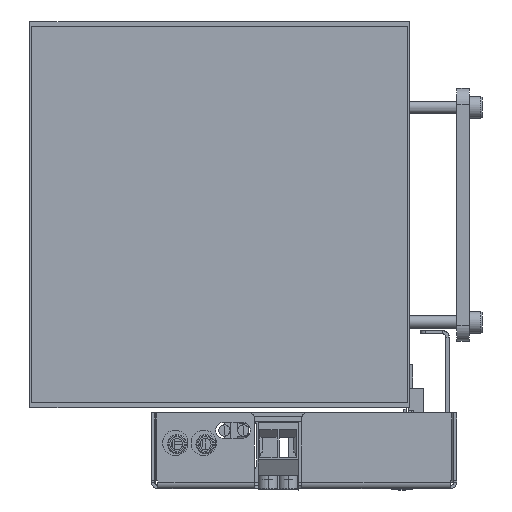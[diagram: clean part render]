
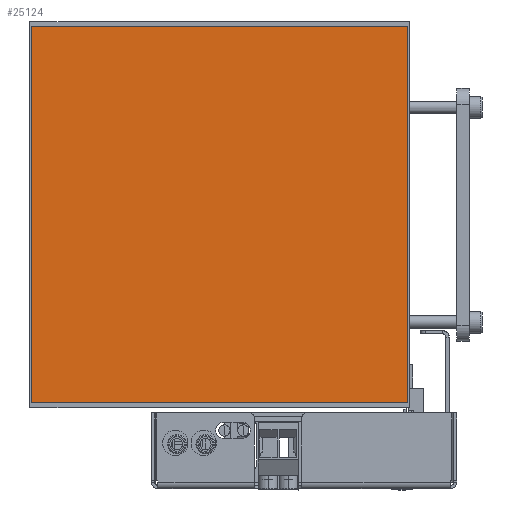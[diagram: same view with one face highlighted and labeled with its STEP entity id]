
A CAD part, left-side view. The second image highlights one B-rep face of the part: STEP entity #25124.
In plain terms, the highlighted planar face has unit normal (-1, 0, 0).
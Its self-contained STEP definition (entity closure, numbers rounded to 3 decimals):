
#574 = LINE ( 'NONE', #17748, #25346 ) ;
#2254 = LINE ( 'NONE', #26777, #12075 ) ;
#3493 = EDGE_CURVE ( 'NONE', #27294, #21406, #2254, .T. ) ;
#4137 = CARTESIAN_POINT ( 'NONE',  ( -138., -59.5, 59.5 ) ) ;
#4181 = DIRECTION ( 'NONE',  ( 0., 0., 1. ) ) ;
#4949 = CARTESIAN_POINT ( 'NONE',  ( -138., 0., 0. ) ) ;
#7644 = EDGE_LOOP ( 'NONE', ( #27443, #17663, #26503, #30638 ) ) ;
#7662 = FACE_OUTER_BOUND ( 'NONE', #7644, .T. ) ;
#9333 = EDGE_CURVE ( 'NONE', #21406, #24478, #16364, .T. ) ;
#12075 = VECTOR ( 'NONE', #4181, 1000. ) ;
#12489 = DIRECTION ( 'NONE',  ( 0., 0., -1. ) ) ;
#12608 = AXIS2_PLACEMENT_3D ( 'NONE', #4949, #26587, #12489 ) ;
#13787 = VERTEX_POINT ( 'NONE', #23682 ) ;
#14253 = CARTESIAN_POINT ( 'NONE',  ( -138., -59.5, -59.5 ) ) ;
#14500 = VECTOR ( 'NONE', #20554, 1000. ) ;
#16364 = LINE ( 'NONE', #21181, #28787 ) ;
#17448 = PLANE ( 'NONE',  #12608 ) ;
#17663 = ORIENTED_EDGE ( 'NONE', *, *, #22464, .T. ) ;
#17748 = CARTESIAN_POINT ( 'NONE',  ( -138., -59.5, -59.5 ) ) ;
#18935 = DIRECTION ( 'NONE',  ( 0., 1., 0. ) ) ;
#20234 = LINE ( 'NONE', #29996, #14500 ) ;
#20554 = DIRECTION ( 'NONE',  ( 0., 0., -1. ) ) ;
#21181 = CARTESIAN_POINT ( 'NONE',  ( -138., -59.5, 59.5 ) ) ;
#21406 = VERTEX_POINT ( 'NONE', #4137 ) ;
#22464 = EDGE_CURVE ( 'NONE', #24478, #13787, #20234, .T. ) ;
#23682 = CARTESIAN_POINT ( 'NONE',  ( -138., 59.5, -59.5 ) ) ;
#24478 = VERTEX_POINT ( 'NONE', #26026 ) ;
#25124 = ADVANCED_FACE ( 'NONE', ( #7662 ), #17448, .F. ) ;
#25346 = VECTOR ( 'NONE', #27518, 1000. ) ;
#26026 = CARTESIAN_POINT ( 'NONE',  ( -138., 59.5, 59.5 ) ) ;
#26503 = ORIENTED_EDGE ( 'NONE', *, *, #31629, .T. ) ;
#26587 = DIRECTION ( 'NONE',  ( 1., 0., 0. ) ) ;
#26777 = CARTESIAN_POINT ( 'NONE',  ( -138., -59.5, -59.5 ) ) ;
#27294 = VERTEX_POINT ( 'NONE', #14253 ) ;
#27443 = ORIENTED_EDGE ( 'NONE', *, *, #9333, .T. ) ;
#27518 = DIRECTION ( 'NONE',  ( 0., -1., 0. ) ) ;
#28787 = VECTOR ( 'NONE', #18935, 1000. ) ;
#29996 = CARTESIAN_POINT ( 'NONE',  ( -138., 59.5, -59.5 ) ) ;
#30638 = ORIENTED_EDGE ( 'NONE', *, *, #3493, .T. ) ;
#31629 = EDGE_CURVE ( 'NONE', #13787, #27294, #574, .T. ) ;
